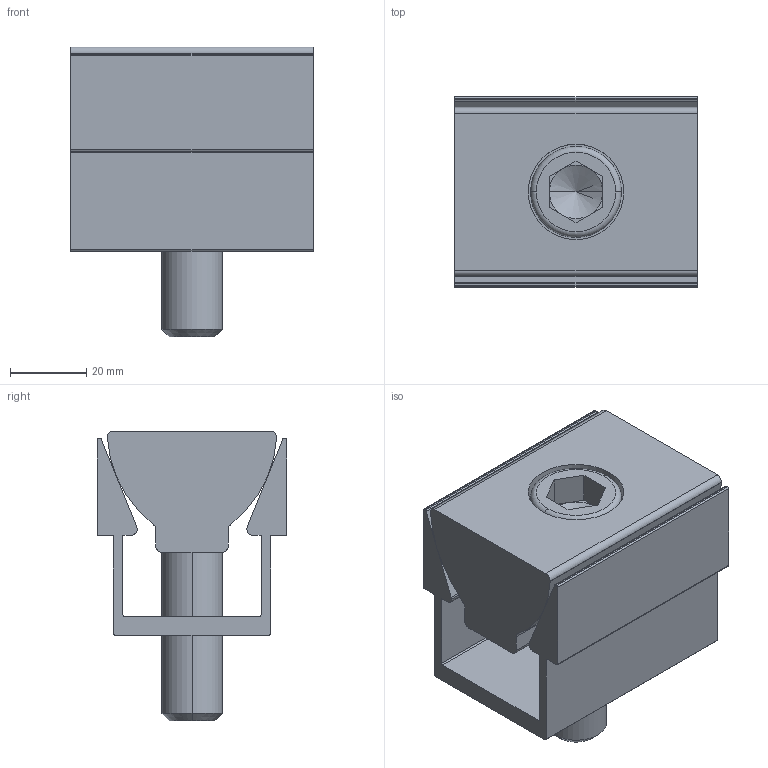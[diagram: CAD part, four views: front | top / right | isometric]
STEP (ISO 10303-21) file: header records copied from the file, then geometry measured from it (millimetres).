
FILE_DESCRIPTION (( 'STEP AP203' ), '1' );
FILE_NAME ('MBDE16.STEP', '2024-02-14T00:59:36', ( '' ), ( '' ), 'SwSTEP 2.0', 'SolidWorks 2022', '' );
FILE_SCHEMA (( 'CONFIG_CONTROL_DESIGN' ));
Length unit declared in the file: millimetre
Products named in the file (4): MBDE16; MBDE16_01; MBDE16_02; MBDE16_03
Assembly tree (3 placements, depth 2):
  MBDE16
    MBDE16_01
    MBDE16_02
    MBDE16_03
Bounding box: 63.5 x 49.78 x 76 mm (x, y, z)
Volume: 111121.8 mm3; surface area: 37162.6 mm2
Topology: 3 solids, 3 shells, 81 faces, 210 edges, 135 vertices
Faces by surface type: plane 41, cylinder 34, cone 4, torus 2
Entity records: 2912 total; most frequent: DIRECTION 462, CARTESIAN_POINT 448, ORIENTED_EDGE 416, EDGE_CURVE 208, AXIS2_PLACEMENT_3D 169, VERTEX_POINT 135, LINE 124, VECTOR 124
